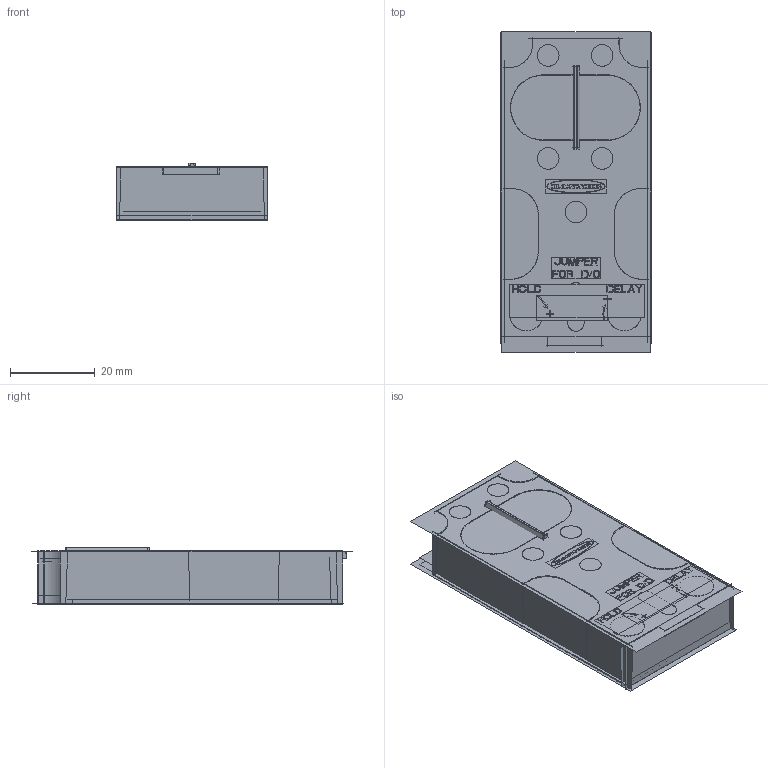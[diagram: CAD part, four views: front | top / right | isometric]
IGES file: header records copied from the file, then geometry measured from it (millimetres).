
Start section:  PTC IGES file: 215000.igs
Global section: file name: 215000.igs; native system: Creo Parametric by PTC Inc.; preprocessor: 2018300; author: pdmadmin; organization: Unknown; date: 20191101.110608; units: millimetre
Bounding box: 35.42 x 75.42 x 13.49 mm (x, y, z)
Volume: 11477.8 mm3; surface area: 131336.9 mm2
Topology: 2 solids, 3 shells, 1922 faces, 9717 edges, 11990 vertices
Faces by surface type: bspline 1448, revolution 466, extrusion 8
